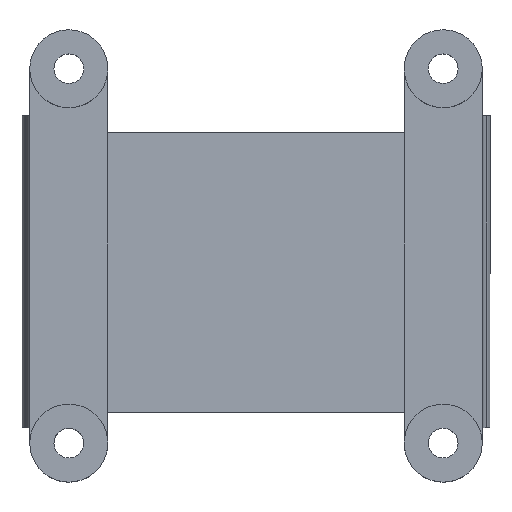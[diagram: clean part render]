
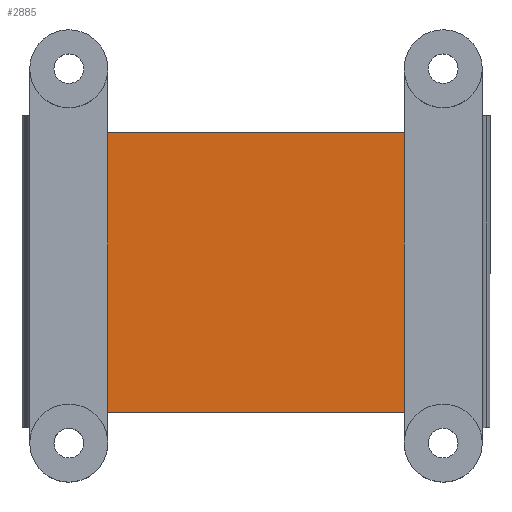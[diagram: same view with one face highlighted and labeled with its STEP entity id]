
A CAD part, top view. The second image highlights one B-rep face of the part: STEP entity #2885.
In plain terms, the highlighted planar face has unit normal (0, 0, 1).
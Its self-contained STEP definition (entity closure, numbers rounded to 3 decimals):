
#46 = DIRECTION ( 'NONE',  ( 1., 0., 0. ) ) ;
#54 = CARTESIAN_POINT ( 'NONE',  ( -9.5, -9., 4. ) ) ;
#79 = CARTESIAN_POINT ( 'NONE',  ( -9.5, 8.9, 4. ) ) ;
#153 = EDGE_CURVE ( 'NONE', #947, #1439, #2177, .T. ) ;
#208 = ORIENTED_EDGE ( 'NONE', *, *, #1571, .T. ) ;
#237 = CARTESIAN_POINT ( 'NONE',  ( -9.5, 8.9, 4. ) ) ;
#250 = LINE ( 'NONE', #1175, #565 ) ;
#252 = DIRECTION ( 'NONE',  ( 0., 0., 1. ) ) ;
#507 = ORIENTED_EDGE ( 'NONE', *, *, #594, .F. ) ;
#565 = VECTOR ( 'NONE', #1901, 1000. ) ;
#594 = EDGE_CURVE ( 'NONE', #2600, #2090, #250, .T. ) ;
#822 = DIRECTION ( 'NONE',  ( 1., 0., 0. ) ) ;
#917 = VECTOR ( 'NONE', #822, 1000. ) ;
#947 = VERTEX_POINT ( 'NONE', #54 ) ;
#1164 = AXIS2_PLACEMENT_3D ( 'NONE', #2098, #252, #46 ) ;
#1175 = CARTESIAN_POINT ( 'NONE',  ( 9.5, -1., 4. ) ) ;
#1218 = ORIENTED_EDGE ( 'NONE', *, *, #1816, .F. ) ;
#1301 = LINE ( 'NONE', #2639, #917 ) ;
#1439 = VERTEX_POINT ( 'NONE', #79 ) ;
#1571 = EDGE_CURVE ( 'NONE', #947, #2090, #1301, .T. ) ;
#1676 = DIRECTION ( 'NONE',  ( 1., 0., 0. ) ) ;
#1715 = CARTESIAN_POINT ( 'NONE',  ( -9.5, 13., 4. ) ) ;
#1816 = EDGE_CURVE ( 'NONE', #1439, #2600, #2311, .T. ) ;
#1901 = DIRECTION ( 'NONE',  ( 0., -1., 0. ) ) ;
#1908 = EDGE_LOOP ( 'NONE', ( #507, #1218, #2152, #208 ) ) ;
#1963 = DIRECTION ( 'NONE',  ( 0., 1., 0. ) ) ;
#2081 = PLANE ( 'NONE',  #1164 ) ;
#2090 = VERTEX_POINT ( 'NONE', #2733 ) ;
#2098 = CARTESIAN_POINT ( 'NONE',  ( 0., 0., 4. ) ) ;
#2152 = ORIENTED_EDGE ( 'NONE', *, *, #153, .F. ) ;
#2177 = LINE ( 'NONE', #1715, #2293 ) ;
#2293 = VECTOR ( 'NONE', #1963, 1000. ) ;
#2311 = LINE ( 'NONE', #237, #2470 ) ;
#2315 = CARTESIAN_POINT ( 'NONE',  ( 9.5, 8.9, 4. ) ) ;
#2470 = VECTOR ( 'NONE', #1676, 1000. ) ;
#2600 = VERTEX_POINT ( 'NONE', #2315 ) ;
#2639 = CARTESIAN_POINT ( 'NONE',  ( -9., -9., 4. ) ) ;
#2733 = CARTESIAN_POINT ( 'NONE',  ( 9.5, -9., 4. ) ) ;
#2771 = FACE_OUTER_BOUND ( 'NONE', #1908, .T. ) ;
#2885 = ADVANCED_FACE ( 'NONE', ( #2771 ), #2081, .T. ) ;
